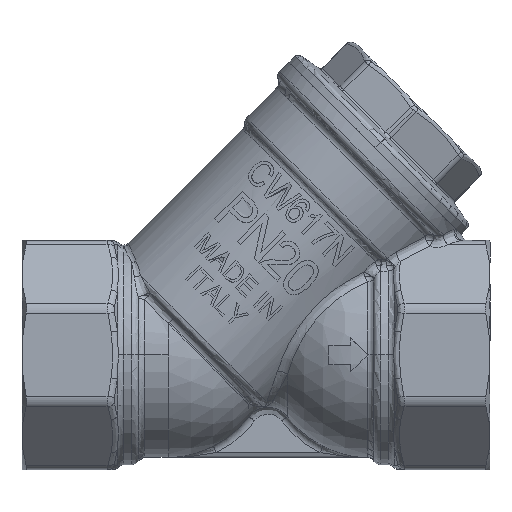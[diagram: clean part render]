
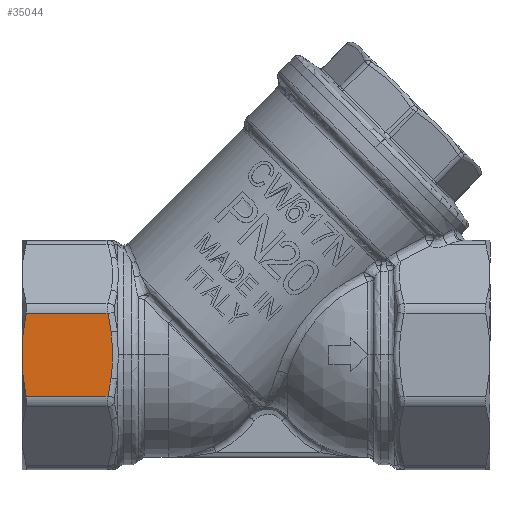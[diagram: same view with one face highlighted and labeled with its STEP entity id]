
A CAD part, top view. The second image highlights one B-rep face of the part: STEP entity #35044.
In plain terms, the highlighted planar face has unit normal (0, 0, 1).
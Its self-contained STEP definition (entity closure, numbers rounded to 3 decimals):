
#261 = VERTEX_POINT ( 'NONE', #12191 ) ;
#302 = CARTESIAN_POINT ( 'NONE',  ( -11.732, -4.717, 23.5 ) ) ;
#1305 = DIRECTION ( 'NONE',  ( 1., 0., 0. ) ) ;
#2212 = CARTESIAN_POINT ( 'NONE',  ( -11.881, -5.946, 23.5 ) ) ;
#2960 = EDGE_CURVE ( 'NONE', #38432, #29917, #22675, .T. ) ;
#3076 = CARTESIAN_POINT ( 'NONE',  ( -11.732, -4.717, 23.5 ) ) ;
#3182 = CARTESIAN_POINT ( 'NONE',  ( -17.952, -8.491, 23.5 ) ) ;
#3214 = EDGE_CURVE ( 'NONE', #23175, #261, #34494, .T. ) ;
#3268 = CARTESIAN_POINT ( 'NONE',  ( -11.41, -1.582, 23.5 ) ) ;
#3628 = ORIENTED_EDGE ( 'NONE', *, *, #26847, .T. ) ;
#3881 = CARTESIAN_POINT ( 'NONE',  ( -29.141, 8.491, 23.5 ) ) ;
#4037 = ORIENTED_EDGE ( 'NONE', *, *, #2960, .F. ) ;
#4573 = CARTESIAN_POINT ( 'NONE',  ( -29.141, -8.491, 23.5 ) ) ;
#4636 = CARTESIAN_POINT ( 'NONE',  ( -12.357, -8.491, 23.5 ) ) ;
#4726 = EDGE_CURVE ( 'NONE', #22431, #23175, #7466, .T. ) ;
#5684 = CARTESIAN_POINT ( 'NONE',  ( -11.637, 3.932, 23.5 ) ) ;
#5883 = CARTESIAN_POINT ( 'NONE',  ( -29.762, 4.425, 23.5 ) ) ;
#6017 = CARTESIAN_POINT ( 'NONE',  ( -29.771, 4.338, 23.5 ) ) ;
#6147 = ORIENTED_EDGE ( 'NONE', *, *, #4726, .T. ) ;
#6475 = CARTESIAN_POINT ( 'NONE',  ( -29.425, -7.046, 23.5 ) ) ;
#6614 = CARTESIAN_POINT ( 'NONE',  ( -11.637, -3.934, 23.5 ) ) ;
#7040 = B_SPLINE_CURVE_WITH_KNOTS ( 'NONE', 3,
 ( #10386, #32213, #19851, #16473 ),
 .UNSPECIFIED., .F., .F.,
 ( 4, 4 ),
 ( 0., 1. ),
 .UNSPECIFIED. ) ;
#7109 = AXIS2_PLACEMENT_3D ( 'NONE', #16447, #35017, #1305 ) ;
#7466 = B_SPLINE_CURVE_WITH_KNOTS ( 'NONE', 3,
 ( #21765, #24862, #9453, #18660, #19197, #31037, #12561, #22296, #31171, #25381, #6475, #37092 ),
 .UNSPECIFIED., .F., .F.,
 ( 4, 1, 1, 1, 1, 2, 2, 4 ),
 ( 0., 0.25, 0.375, 0.437, 0.469, 0.484, 0.5, 1. ),
 .UNSPECIFIED. ) ;
#7876 = ORIENTED_EDGE ( 'NONE', *, *, #39295, .T. ) ;
#9109 = CARTESIAN_POINT ( 'NONE',  ( -29.775, 4.296, 23.5 ) ) ;
#9453 = CARTESIAN_POINT ( 'NONE',  ( -29.972, -1.762, 23.5 ) ) ;
#9597 = CARTESIAN_POINT ( 'NONE',  ( -11.544, -3.151, 23.5 ) ) ;
#10386 = CARTESIAN_POINT ( 'NONE',  ( -12.357, 8.491, 23.5 ) ) ;
#11841 = CARTESIAN_POINT ( 'NONE',  ( -29.927, 2.823, 23.5 ) ) ;
#12191 = CARTESIAN_POINT ( 'NONE',  ( -12.357, -8.491, 23.5 ) ) ;
#12344 = FACE_OUTER_BOUND ( 'NONE', #17051, .T. ) ;
#12561 = CARTESIAN_POINT ( 'NONE',  ( -29.798, -4.074, 23.5 ) ) ;
#12842 = CARTESIAN_POINT ( 'NONE',  ( -11.37, -0.796, 23.5 ) ) ;
#15026 = CARTESIAN_POINT ( 'NONE',  ( -11.544, 3.147, 23.5 ) ) ;
#15219 = CARTESIAN_POINT ( 'NONE',  ( -30., 0., 23.5 ) ) ;
#15342 = CARTESIAN_POINT ( 'NONE',  ( -29.141, 8.491, 23.5 ) ) ;
#16204 = B_SPLINE_CURVE_WITH_KNOTS ( 'NONE', 3,
 ( #15342, #24406, #30329, #21446, #30596, #21306, #5883, #6017, #9109, #11841, #30467, #15219 ),
 .UNSPECIFIED., .F., .F.,
 ( 4, 1, 1, 1, 1, 2, 2, 4 ),
 ( 0., 0.25, 0.375, 0.438, 0.469, 0.484, 0.5, 1. ),
 .UNSPECIFIED. ) ;
#16447 = CARTESIAN_POINT ( 'NONE',  ( -30., 8.491, 23.5 ) ) ;
#16473 = CARTESIAN_POINT ( 'NONE',  ( -29.141, 8.491, 23.5 ) ) ;
#17051 = EDGE_LOOP ( 'NONE', ( #3628, #6147, #23812, #31198, #4037, #7876, #29687 ) ) ;
#18140 = CARTESIAN_POINT ( 'NONE',  ( -11.41, 1.571, 23.5 ) ) ;
#18575 = CARTESIAN_POINT ( 'NONE',  ( -11.881, 5.946, 23.5 ) ) ;
#18635 = CARTESIAN_POINT ( 'NONE',  ( -30., 0., 23.5 ) ) ;
#18660 = CARTESIAN_POINT ( 'NONE',  ( -29.892, -3.004, 23.5 ) ) ;
#19197 = CARTESIAN_POINT ( 'NONE',  ( -29.84, -3.628, 23.5 ) ) ;
#19684 = PLANE ( 'NONE',  #7109 ) ;
#19851 = CARTESIAN_POINT ( 'NONE',  ( -23.547, 8.491, 23.5 ) ) ;
#20434 = EDGE_CURVE ( 'NONE', #261, #29917, #35133, .T. ) ;
#21113 = CARTESIAN_POINT ( 'NONE',  ( -11.732, 4.717, 23.5 ) ) ;
#21306 = CARTESIAN_POINT ( 'NONE',  ( -29.748, 4.554, 23.5 ) ) ;
#21446 = CARTESIAN_POINT ( 'NONE',  ( -29.64, 5.468, 23.5 ) ) ;
#21765 = CARTESIAN_POINT ( 'NONE',  ( -30., 0., 23.5 ) ) ;
#21772 = CARTESIAN_POINT ( 'NONE',  ( -11.37, 0.78, 23.5 ) ) ;
#22296 = CARTESIAN_POINT ( 'NONE',  ( -29.789, -4.163, 23.5 ) ) ;
#22431 = VERTEX_POINT ( 'NONE', #18635 ) ;
#22675 = B_SPLINE_CURVE_WITH_KNOTS ( 'NONE', 3,
 ( #21113, #5684, #15026, #18140, #21772, #12842, #3268, #9597, #6614, #302 ),
 .UNSPECIFIED., .F., .F.,
 ( 4, 2, 2, 2, 4 ),
 ( 0., 0.25, 0.5, 0.75, 1. ),
 .UNSPECIFIED. ) ;
#23175 = VERTEX_POINT ( 'NONE', #4573 ) ;
#23812 = ORIENTED_EDGE ( 'NONE', *, *, #3214, .T. ) ;
#24406 = CARTESIAN_POINT ( 'NONE',  ( -29.283, 7.769, 23.5 ) ) ;
#24789 = CARTESIAN_POINT ( 'NONE',  ( -12.357, -8.491, 23.5 ) ) ;
#24862 = CARTESIAN_POINT ( 'NONE',  ( -30., -0.703, 23.5 ) ) ;
#24899 = CARTESIAN_POINT ( 'NONE',  ( -12.089, 7.204, 23.5 ) ) ;
#25023 = CARTESIAN_POINT ( 'NONE',  ( -12.357, 8.491, 23.5 ) ) ;
#25381 = CARTESIAN_POINT ( 'NONE',  ( -29.638, -5.633, 23.5 ) ) ;
#26554 = CARTESIAN_POINT ( 'NONE',  ( -11.732, 4.717, 23.5 ) ) ;
#26847 = EDGE_CURVE ( 'NONE', #35073, #22431, #16204, .T. ) ;
#28902 = EDGE_CURVE ( 'NONE', #30397, #35073, #7040, .T. ) ;
#29687 = ORIENTED_EDGE ( 'NONE', *, *, #28902, .T. ) ;
#29917 = VERTEX_POINT ( 'NONE', #3076 ) ;
#30159 = CARTESIAN_POINT ( 'NONE',  ( -12.357, 8.491, 23.5 ) ) ;
#30329 = CARTESIAN_POINT ( 'NONE',  ( -29.469, 6.697, 23.5 ) ) ;
#30397 = VERTEX_POINT ( 'NONE', #30159 ) ;
#30467 = CARTESIAN_POINT ( 'NONE',  ( -30., 1.406, 23.5 ) ) ;
#30596 = CARTESIAN_POINT ( 'NONE',  ( -29.714, 4.858, 23.5 ) ) ;
#31037 = CARTESIAN_POINT ( 'NONE',  ( -29.811, -3.94, 23.5 ) ) ;
#31171 = CARTESIAN_POINT ( 'NONE',  ( -29.784, -4.209, 23.5 ) ) ;
#31198 = ORIENTED_EDGE ( 'NONE', *, *, #20434, .T. ) ;
#32213 = CARTESIAN_POINT ( 'NONE',  ( -17.952, 8.491, 23.5 ) ) ;
#32888 = B_SPLINE_CURVE_WITH_KNOTS ( 'NONE', 3,
 ( #33896, #18575, #24899, #25023 ),
 .UNSPECIFIED., .F., .F.,
 ( 4, 4 ),
 ( 0., 1. ),
 .UNSPECIFIED. ) ;
#33509 = CARTESIAN_POINT ( 'NONE',  ( -29.141, -8.491, 23.5 ) ) ;
#33896 = CARTESIAN_POINT ( 'NONE',  ( -11.732, 4.717, 23.5 ) ) ;
#34494 = B_SPLINE_CURVE_WITH_KNOTS ( 'NONE', 3,
 ( #33509, #37012, #3182, #24789 ),
 .UNSPECIFIED., .F., .F.,
 ( 4, 4 ),
 ( 0., 1. ),
 .UNSPECIFIED. ) ;
#35017 = DIRECTION ( 'NONE',  ( 0., 0., 1. ) ) ;
#35044 = ADVANCED_FACE ( 'NONE', ( #12344 ), #19684, .T. ) ;
#35073 = VERTEX_POINT ( 'NONE', #3881 ) ;
#35133 = B_SPLINE_CURVE_WITH_KNOTS ( 'NONE', 3,
 ( #4636, #35511, #2212, #35917 ),
 .UNSPECIFIED., .F., .F.,
 ( 4, 4 ),
 ( 0., 1. ),
 .UNSPECIFIED. ) ;
#35511 = CARTESIAN_POINT ( 'NONE',  ( -12.089, -7.204, 23.5 ) ) ;
#35917 = CARTESIAN_POINT ( 'NONE',  ( -11.732, -4.717, 23.5 ) ) ;
#37012 = CARTESIAN_POINT ( 'NONE',  ( -23.547, -8.491, 23.5 ) ) ;
#37092 = CARTESIAN_POINT ( 'NONE',  ( -29.141, -8.491, 23.5 ) ) ;
#38432 = VERTEX_POINT ( 'NONE', #26554 ) ;
#39295 = EDGE_CURVE ( 'NONE', #38432, #30397, #32888, .T. ) ;
